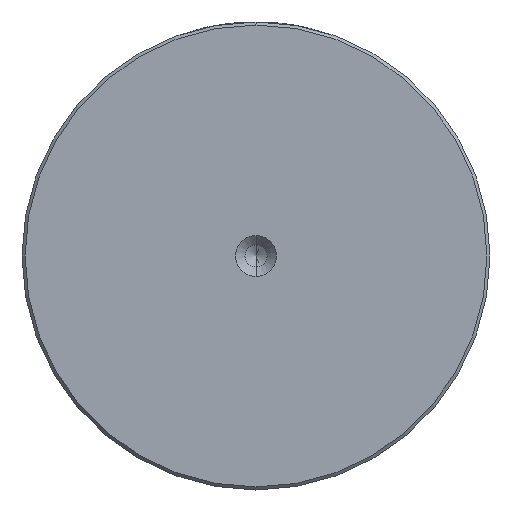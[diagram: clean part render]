
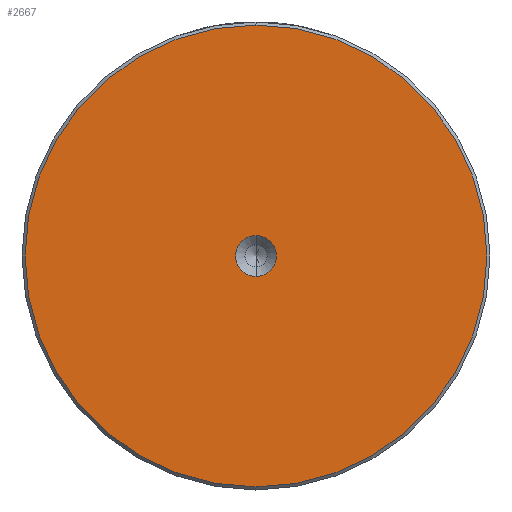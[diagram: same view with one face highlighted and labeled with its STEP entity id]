
A CAD part, left-side view. The second image highlights one B-rep face of the part: STEP entity #2667.
In plain terms, the highlighted planar face has unit normal (-1, 0, 0).
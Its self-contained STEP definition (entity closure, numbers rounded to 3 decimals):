
#3 = AXIS2_PLACEMENT_3D ( 'NONE', #166, #1759, #407 ) ;
#33 = CARTESIAN_POINT ( 'NONE',  ( 0., 0., 37.5 ) ) ;
#39 = FACE_BOUND ( 'NONE', #302, .T. ) ;
#57 = ORIENTED_EDGE ( 'NONE', *, *, #393, .F. ) ;
#79 = CARTESIAN_POINT ( 'NONE',  ( 0., 0., -3.3 ) ) ;
#113 = AXIS2_PLACEMENT_3D ( 'NONE', #607, #2190, #831 ) ;
#116 = DIRECTION ( 'NONE',  ( -1., 0., 0. ) ) ;
#166 = CARTESIAN_POINT ( 'NONE',  ( 0., 0., 0. ) ) ;
#226 = CARTESIAN_POINT ( 'NONE',  ( 0., 0., 0. ) ) ;
#288 = CARTESIAN_POINT ( 'NONE',  ( 0., 0., 0. ) ) ;
#302 = EDGE_LOOP ( 'NONE', ( #57, #1459 ) ) ;
#379 = CIRCLE ( 'NONE', #1105, 37.5 ) ;
#393 = EDGE_CURVE ( 'NONE', #2612, #814, #439, .T. ) ;
#407 = DIRECTION ( 'NONE',  ( 0., 0., 1. ) ) ;
#439 = CIRCLE ( 'NONE', #1874, 3.3 ) ;
#527 = DIRECTION ( 'NONE',  ( 0., 0., 1. ) ) ;
#535 = CARTESIAN_POINT ( 'NONE',  ( 0., 0., -37.5 ) ) ;
#607 = CARTESIAN_POINT ( 'NONE',  ( 0., 0., 0. ) ) ;
#814 = VERTEX_POINT ( 'NONE', #79 ) ;
#831 = DIRECTION ( 'NONE',  ( 0., 0., 1. ) ) ;
#908 = EDGE_CURVE ( 'NONE', #814, #2612, #2698, .T. ) ;
#922 = DIRECTION ( 'NONE',  ( 0., 0., 1. ) ) ;
#1104 = ORIENTED_EDGE ( 'NONE', *, *, #1972, .T. ) ;
#1105 = AXIS2_PLACEMENT_3D ( 'NONE', #1499, #116, #1714 ) ;
#1135 = PLANE ( 'NONE',  #2224 ) ;
#1358 = CARTESIAN_POINT ( 'NONE',  ( 0., 0., 3.3 ) ) ;
#1459 = ORIENTED_EDGE ( 'NONE', *, *, #908, .F. ) ;
#1499 = CARTESIAN_POINT ( 'NONE',  ( 0., 0., 0. ) ) ;
#1688 = VERTEX_POINT ( 'NONE', #535 ) ;
#1714 = DIRECTION ( 'NONE',  ( 0., 0., 1. ) ) ;
#1759 = DIRECTION ( 'NONE',  ( -1., 0., 0. ) ) ;
#1765 = EDGE_CURVE ( 'NONE', #1688, #2825, #379, .T. ) ;
#1874 = AXIS2_PLACEMENT_3D ( 'NONE', #288, #1879, #527 ) ;
#1879 = DIRECTION ( 'NONE',  ( -1., 0., 0. ) ) ;
#1948 = ORIENTED_EDGE ( 'NONE', *, *, #1765, .T. ) ;
#1972 = EDGE_CURVE ( 'NONE', #2825, #1688, #2753, .T. ) ;
#2190 = DIRECTION ( 'NONE',  ( -1., 0., 0. ) ) ;
#2224 = AXIS2_PLACEMENT_3D ( 'NONE', #226, #2272, #922 ) ;
#2272 = DIRECTION ( 'NONE',  ( -1., 0., 0. ) ) ;
#2401 = FACE_OUTER_BOUND ( 'NONE', #2688, .T. ) ;
#2612 = VERTEX_POINT ( 'NONE', #1358 ) ;
#2667 = ADVANCED_FACE ( 'NONE', ( #2401, #39 ), #1135, .T. ) ;
#2688 = EDGE_LOOP ( 'NONE', ( #1948, #1104 ) ) ;
#2698 = CIRCLE ( 'NONE', #3, 3.3 ) ;
#2753 = CIRCLE ( 'NONE', #113, 37.5 ) ;
#2825 = VERTEX_POINT ( 'NONE', #33 ) ;
